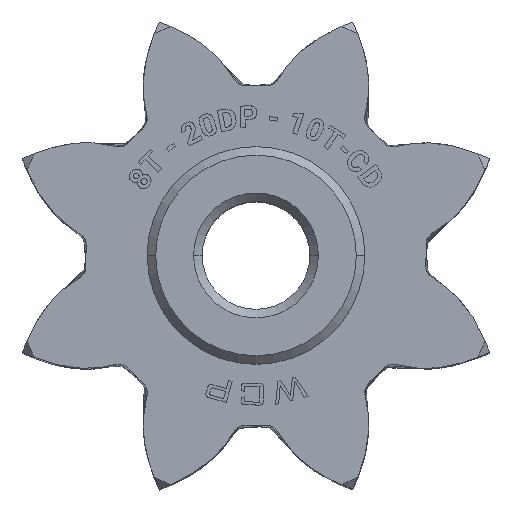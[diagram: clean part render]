
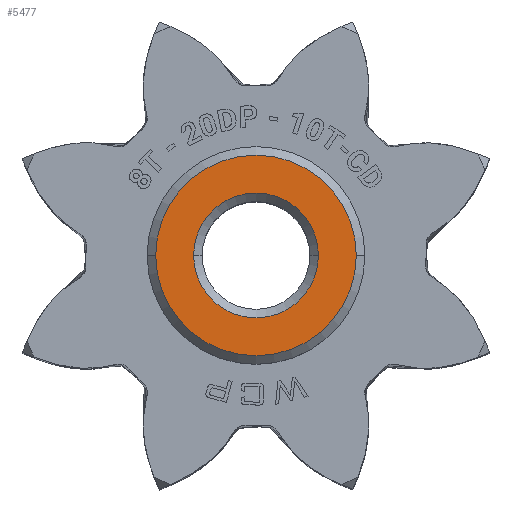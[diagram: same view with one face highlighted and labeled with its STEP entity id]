
A CAD part, top view. The second image highlights one B-rep face of the part: STEP entity #5477.
In plain terms, the highlighted planar face has unit normal (0, 0, 1).
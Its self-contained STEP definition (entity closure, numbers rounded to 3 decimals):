
#74 = PLANE ( 'NONE',  #10647 ) ;
#132 = EDGE_CURVE ( 'NONE', #10925, #6485, #4291, .T. ) ;
#317 = ORIENTED_EDGE ( 'NONE', *, *, #11301, .T. ) ;
#522 = CARTESIAN_POINT ( 'NONE',  ( -1.82, 0., 9.525 ) ) ;
#668 = DIRECTION ( 'NONE',  ( 0., 0., -1. ) ) ;
#853 = ORIENTED_EDGE ( 'NONE', *, *, #969, .T. ) ;
#876 = CARTESIAN_POINT ( 'NONE',  ( 0., 0., 9.525 ) ) ;
#960 = CARTESIAN_POINT ( 'NONE',  ( 0., 0., 9.525 ) ) ;
#969 = EDGE_CURVE ( 'NONE', #6582, #8506, #6816, .T. ) ;
#1036 = CARTESIAN_POINT ( 'NONE',  ( 0., 0., 9.525 ) ) ;
#1849 = CARTESIAN_POINT ( 'NONE',  ( 0., 0., 9.525 ) ) ;
#1967 = DIRECTION ( 'NONE',  ( 0., 0., 1. ) ) ;
#2152 = AXIS2_PLACEMENT_3D ( 'NONE', #1849, #668, #7941 ) ;
#2271 = FACE_OUTER_BOUND ( 'NONE', #3224, .T. ) ;
#2338 = FACE_BOUND ( 'NONE', #2580, .T. ) ;
#2580 = EDGE_LOOP ( 'NONE', ( #5995, #853 ) ) ;
#3224 = EDGE_LOOP ( 'NONE', ( #11875, #317 ) ) ;
#3849 = DIRECTION ( 'NONE',  ( 0., 0., -1. ) ) ;
#4180 = DIRECTION ( 'NONE',  ( 0., -1., 0. ) ) ;
#4291 = CIRCLE ( 'NONE', #11047, 2.925 ) ;
#4907 = DIRECTION ( 'NONE',  ( -1., 0., 0. ) ) ;
#5182 = CIRCLE ( 'NONE', #7937, 1.82 ) ;
#5261 = DIRECTION ( 'NONE',  ( -1., 0., 0. ) ) ;
#5477 = ADVANCED_FACE ( 'NONE', ( #2338, #2271 ), #74, .F. ) ;
#5487 = CARTESIAN_POINT ( 'NONE',  ( 1.82, 0., 9.525 ) ) ;
#5995 = ORIENTED_EDGE ( 'NONE', *, *, #9758, .T. ) ;
#6176 = DIRECTION ( 'NONE',  ( 0., 0., -1. ) ) ;
#6272 = CIRCLE ( 'NONE', #11551, 2.925 ) ;
#6485 = VERTEX_POINT ( 'NONE', #10969 ) ;
#6582 = VERTEX_POINT ( 'NONE', #522 ) ;
#6816 = CIRCLE ( 'NONE', #2152, 1.82 ) ;
#7362 = CARTESIAN_POINT ( 'NONE',  ( -3.51, 3.51, 9.525 ) ) ;
#7937 = AXIS2_PLACEMENT_3D ( 'NONE', #876, #3849, #4907 ) ;
#7941 = DIRECTION ( 'NONE',  ( -1., 0., 0. ) ) ;
#8506 = VERTEX_POINT ( 'NONE', #5487 ) ;
#9113 = CARTESIAN_POINT ( 'NONE',  ( -2.925, 0., 9.525 ) ) ;
#9179 = DIRECTION ( 'NONE',  ( -1., 0., 0. ) ) ;
#9758 = EDGE_CURVE ( 'NONE', #8506, #6582, #5182, .T. ) ;
#10647 = AXIS2_PLACEMENT_3D ( 'NONE', #7362, #6176, #4180 ) ;
#10925 = VERTEX_POINT ( 'NONE', #9113 ) ;
#10969 = CARTESIAN_POINT ( 'NONE',  ( 2.925, 0., 9.525 ) ) ;
#11047 = AXIS2_PLACEMENT_3D ( 'NONE', #1036, #1967, #9179 ) ;
#11284 = DIRECTION ( 'NONE',  ( 0., 0., 1. ) ) ;
#11301 = EDGE_CURVE ( 'NONE', #6485, #10925, #6272, .T. ) ;
#11551 = AXIS2_PLACEMENT_3D ( 'NONE', #960, #11284, #5261 ) ;
#11875 = ORIENTED_EDGE ( 'NONE', *, *, #132, .T. ) ;
